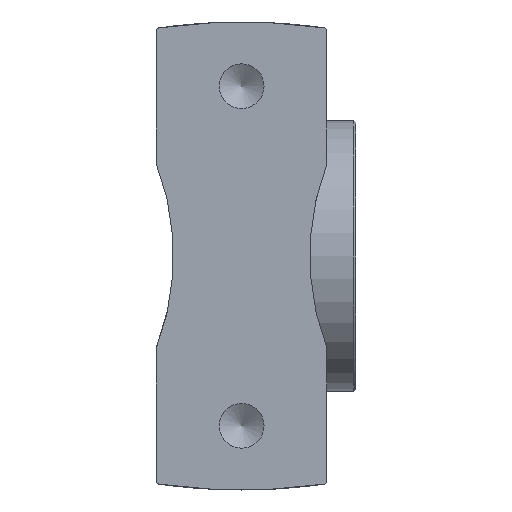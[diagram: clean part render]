
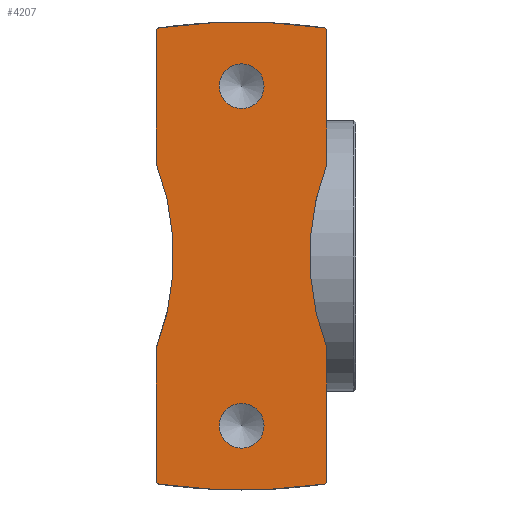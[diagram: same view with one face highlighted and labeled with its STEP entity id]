
A CAD part, front view. The second image highlights one B-rep face of the part: STEP entity #4207.
In plain terms, the highlighted face is planar.
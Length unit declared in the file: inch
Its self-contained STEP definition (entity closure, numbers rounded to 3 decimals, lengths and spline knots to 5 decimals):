
#1029=PLANE('',#4494);
#1074=CIRCLE('',#4388,3.);
#1077=CIRCLE('',#4394,0.2635);
#1079=CIRCLE('',#4398,0.2635);
#1100=CIRCLE('',#4432,6.9071);
#1106=CIRCLE('',#4441,6.9071);
#1108=CIRCLE('',#4445,0.035);
#1116=CIRCLE('',#4460,3.);
#1118=CIRCLE('',#4464,0.035);
#1129=CIRCLE('',#4481,0.035);
#1136=CIRCLE('',#4493,0.035);
#1374=VERTEX_POINT('',#5706);
#1375=VERTEX_POINT('',#5708);
#1380=VERTEX_POINT('',#5722);
#1383=VERTEX_POINT('',#5729);
#1416=VERTEX_POINT('',#7680);
#1417=VERTEX_POINT('',#7682);
#1422=VERTEX_POINT('',#7790);
#1423=VERTEX_POINT('',#7792);
#1427=VERTEX_POINT('',#7814);
#1437=VERTEX_POINT('',#8069);
#1438=VERTEX_POINT('',#8071);
#1442=VERTEX_POINT('',#8116);
#1463=VERTEX_POINT('',#8617);
#1468=VERTEX_POINT('',#8816);
#1726=VECTOR('',#4894,1.);
#1733=VECTOR('',#4930,1.);
#1894=LINE('',#7817,#1726);
#1901=LINE('',#8117,#1733);
#2064=EDGE_CURVE('',#1375,#1374,#1074,.T.);
#2070=EDGE_CURVE('',#1380,#1380,#1077,.T.);
#2072=EDGE_CURVE('',#1383,#1383,#1079,.T.);
#2126=EDGE_CURVE('',#1417,#1416,#1100,.T.);
#2137=EDGE_CURVE('',#1423,#1422,#1106,.T.);
#2143=EDGE_CURVE('',#1427,#1422,#1108,.T.);
#2144=EDGE_CURVE('',#1427,#1375,#1894,.T.);
#2161=EDGE_CURVE('',#1438,#1437,#1116,.T.);
#2167=EDGE_CURVE('',#1442,#1437,#1901,.T.);
#2168=EDGE_CURVE('',#1423,#1442,#1118,.T.);
#2198=EDGE_CURVE('',#1374,#1463,#1894,.T.);
#2199=EDGE_CURVE('',#1417,#1463,#1129,.T.);
#2211=EDGE_CURVE('',#1468,#1416,#1136,.T.);
#2212=EDGE_CURVE('',#1438,#1468,#1901,.T.);
#2837=ORIENTED_EDGE('',*,*,#2070,.T.);
#2838=ORIENTED_EDGE('',*,*,#2072,.T.);
#2839=ORIENTED_EDGE('',*,*,#2143,.F.);
#2840=ORIENTED_EDGE('',*,*,#2144,.T.);
#2841=ORIENTED_EDGE('',*,*,#2064,.T.);
#2842=ORIENTED_EDGE('',*,*,#2198,.T.);
#2843=ORIENTED_EDGE('',*,*,#2199,.F.);
#2844=ORIENTED_EDGE('',*,*,#2126,.T.);
#2845=ORIENTED_EDGE('',*,*,#2211,.F.);
#2846=ORIENTED_EDGE('',*,*,#2212,.F.);
#2847=ORIENTED_EDGE('',*,*,#2161,.T.);
#2848=ORIENTED_EDGE('',*,*,#2167,.F.);
#2849=ORIENTED_EDGE('',*,*,#2168,.F.);
#2850=ORIENTED_EDGE('',*,*,#2137,.T.);
#3665=EDGE_LOOP('',(#2837));
#3666=EDGE_LOOP('',(#2838));
#3667=EDGE_LOOP('',(#2839,#2840,#2841,#2842,#2843,#2844,#2845,#2846,#2847,
#2848,#2849,#2850));
#3935=FACE_BOUND('',#3665,.T.);
#3936=FACE_BOUND('',#3666,.T.);
#3937=FACE_BOUND('',#3667,.T.);
#4207=ADVANCED_FACE('',(#3935,#3936,#3937),#1029,.F.);
#4388=AXIS2_PLACEMENT_3D('',#5707,#4770,#4771);
#4394=AXIS2_PLACEMENT_3D('',#5721,#4785,#4786);
#4398=AXIS2_PLACEMENT_3D('',#5728,#4793,#4794);
#4432=AXIS2_PLACEMENT_3D('',#7681,#4862,#4863);
#4441=AXIS2_PLACEMENT_3D('',#7791,#4881,#4882);
#4445=AXIS2_PLACEMENT_3D('',#7815,#4891,#4892);
#4460=AXIS2_PLACEMENT_3D('',#8070,#4923,#4924);
#4464=AXIS2_PLACEMENT_3D('',#8119,#4933,#4934);
#4481=AXIS2_PLACEMENT_3D('',#8619,#4972,#4973);
#4493=AXIS2_PLACEMENT_3D('',#8817,#4998,#4999);
#4494=AXIS2_PLACEMENT_3D('',#8818,#5000,$);
#4770=DIRECTION('',(0.,0.,1.));
#4771=DIRECTION('',(3.,0.,0.));
#4785=DIRECTION('',(0.,0.,1.));
#4786=DIRECTION('',(0.264,0.,0.));
#4793=DIRECTION('',(0.,0.,1.));
#4794=DIRECTION('',(0.264,0.,0.));
#4862=DIRECTION('',(0.,0.,-1.));
#4863=DIRECTION('',(6.907,0.,0.));
#4881=DIRECTION('',(0.,0.,-1.));
#4882=DIRECTION('',(-6.907,0.,0.));
#4891=DIRECTION('',(0.,0.,1.));
#4892=DIRECTION('',(0.026,0.023,0.));
#4894=DIRECTION('',(0.,-1.,0.));
#4923=DIRECTION('',(0.,0.,1.));
#4924=DIRECTION('',(-3.,0.,0.));
#4930=DIRECTION('',(0.,-1.,0.));
#4933=DIRECTION('',(0.,0.,1.));
#4934=DIRECTION('',(-0.026,0.023,0.));
#4972=DIRECTION('',(0.,0.,1.));
#4973=DIRECTION('',(0.026,-0.023,0.));
#4998=DIRECTION('',(0.,0.,1.));
#4999=DIRECTION('',(-0.026,-0.023,0.));
#5000=DIRECTION('',(0.,0.,1.));
#5706=CARTESIAN_POINT('',(1.00394,-1.08268,0.));
#5707=CARTESIAN_POINT('',(3.80176,0.,0.));
#5708=CARTESIAN_POINT('',(1.00394,1.08268,0.));
#5721=CARTESIAN_POINT('',(0.,-2.,0.));
#5722=CARTESIAN_POINT('',(0.2635,-2.,0.));
#5728=CARTESIAN_POINT('',(0.,2.,0.));
#5729=CARTESIAN_POINT('',(0.2635,2.,0.));
#7680=CARTESIAN_POINT('',(-0.97387,-2.6869,0.));
#7681=CARTESIAN_POINT('',(0.,4.15119,0.));
#7682=CARTESIAN_POINT('',(0.97387,-2.6869,0.));
#7790=CARTESIAN_POINT('',(0.97387,2.6869,0.));
#7791=CARTESIAN_POINT('',(0.,-4.15119,0.));
#7792=CARTESIAN_POINT('',(-0.97387,2.6869,0.));
#7814=CARTESIAN_POINT('',(1.00394,2.65225,0.));
#7815=CARTESIAN_POINT('',(0.96894,2.65225,0.));
#7817=CARTESIAN_POINT('',(1.00394,2.68256,0.));
#8069=CARTESIAN_POINT('',(-1.00394,1.08268,0.));
#8070=CARTESIAN_POINT('',(-3.80176,0.,0.));
#8071=CARTESIAN_POINT('',(-1.00394,-1.08268,0.));
#8116=CARTESIAN_POINT('',(-1.00394,2.65225,0.));
#8117=CARTESIAN_POINT('',(-1.00394,2.68256,0.));
#8119=CARTESIAN_POINT('',(-0.96894,2.65225,0.));
#8617=CARTESIAN_POINT('',(1.00394,-2.65225,0.));
#8619=CARTESIAN_POINT('',(0.96894,-2.65225,0.));
#8816=CARTESIAN_POINT('',(-1.00394,-2.65225,0.));
#8817=CARTESIAN_POINT('',(-0.96894,-2.65225,0.));
#8818=CARTESIAN_POINT('',(0.49713,1.36193,0.));
